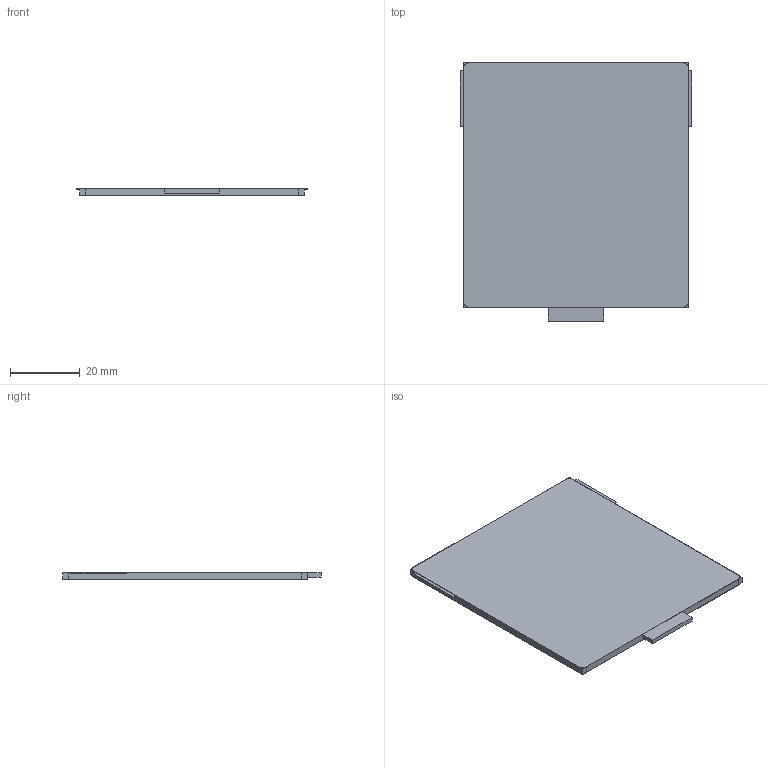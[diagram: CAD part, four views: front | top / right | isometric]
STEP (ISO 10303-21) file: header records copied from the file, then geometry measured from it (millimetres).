
FILE_DESCRIPTION(('FreeCAD Model'),'2;1');
FILE_NAME('Open CASCADE Shape Model','2024-11-29T06:44:03',(''),(''), 'Open CASCADE STEP processor 7.6','FreeCAD','Unknown');
FILE_SCHEMA(('AUTOMOTIVE_DESIGN { 1 0 10303 214 1 1 1 1 }'));
Length unit declared in the file: millimetre
Products named in the file (6): battery_lid; Cube; Cube001; Cube002; Fillet; Cube002 (Mirror #1)
Assembly tree (5 placements, depth 2):
  battery_lid
    Cube
    Cube001
    Cube002
    Fillet
    Cube002 (Mirror #1)
Bounding box: 66.2 x 74 x 2 mm (x, y, z)
Surface area: 19355.2 mm2
Topology: 5 solids, 5 shells, 34 faces, 72 edges, 48 vertices
Faces by surface type: plane 30, cylinder 4
Entity records: 1048 total; most frequent: CARTESIAN_POINT 160, DIRECTION 160, ORIENTED_EDGE 144, EDGE_CURVE 72, LINE 64, VECTOR 64, AXIS2_PLACEMENT_3D 48, VERTEX_POINT 48
